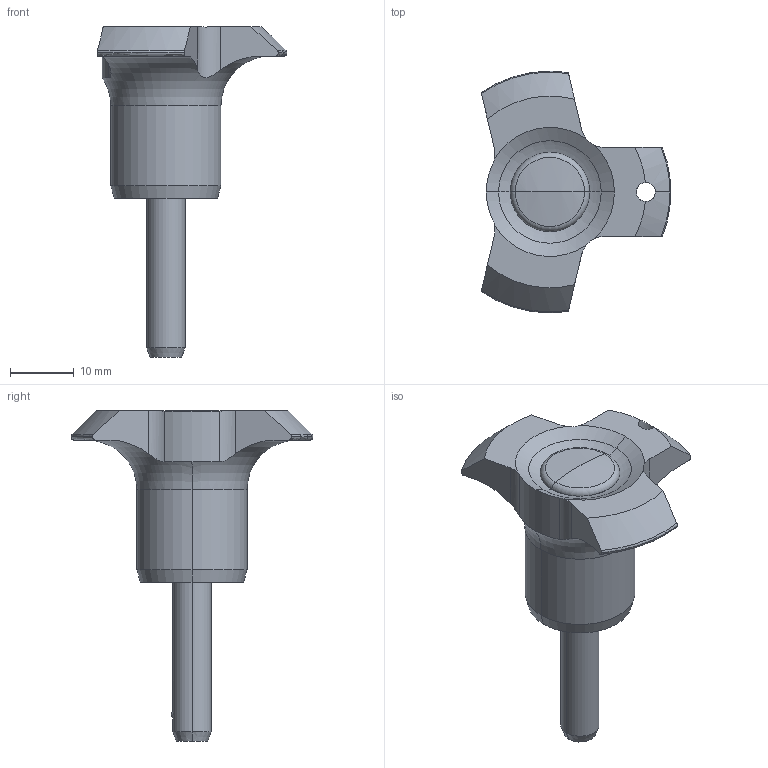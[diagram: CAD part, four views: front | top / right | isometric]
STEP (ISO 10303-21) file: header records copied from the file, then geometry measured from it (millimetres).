
FILE_DESCRIPTION(('STEP AP214'),'1');
FILE_NAME(' ',' ',('TraceParts'),('TraceParts S.A.'),'XStep 1.0',' ',' ');
FILE_SCHEMA(('automotive_design'));
Length unit declared in the file: millimetre
Products named in the file (1): 1
Bounding box: 29.8 x 38 x 52 mm (x, y, z)
Volume: 9241.3 mm3; surface area: 3472.9 mm2
Topology: 1 solids, 1 shells, 55 faces, 145 edges, 90 vertices
Faces by surface type: torus 14, plane 14, cylinder 13, cone 10, sphere 4
Entity records: 3784 total; most frequent: CARTESIAN_POINT 826, STYLED_ITEM 289, PRESENTATION_STYLE_ASSIGNMENT 289, COLOUR_RGB 289, ORIENTED_EDGE 286, DIRECTION 285, EDGE_CURVE 143, CURVE_STYLE 143
